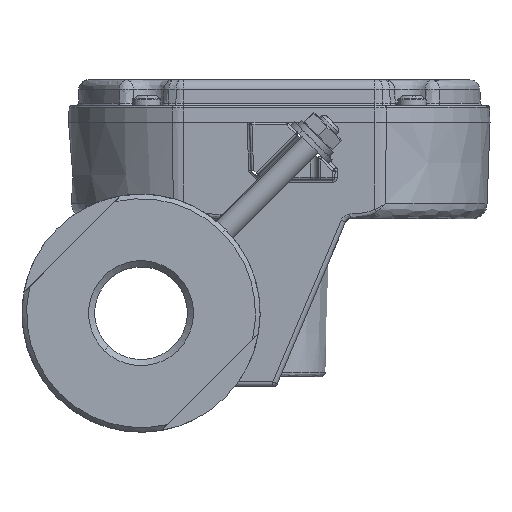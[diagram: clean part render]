
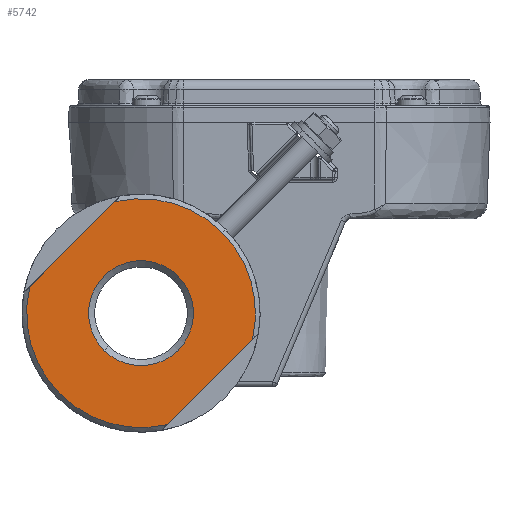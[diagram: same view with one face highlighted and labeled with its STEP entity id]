
A CAD part, front view. The second image highlights one B-rep face of the part: STEP entity #5742.
In plain terms, the highlighted planar face has unit normal (0, -1, 0).
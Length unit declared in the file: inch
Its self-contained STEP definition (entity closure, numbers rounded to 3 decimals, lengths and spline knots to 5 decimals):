
#85 = DIRECTION ( 'NONE',  ( -0.707, 0., -0.707 ) ) ;
#309 = LINE ( 'NONE', #12593, #21804 ) ;
#553 = VERTEX_POINT ( 'NONE', #14090 ) ;
#776 = CARTESIAN_POINT ( 'NONE',  ( -2.24662, -5.35217, -2.92027 ) ) ;
#858 = AXIS2_PLACEMENT_3D ( 'NONE', #5543, #14334, #85 ) ;
#1107 = VERTEX_POINT ( 'NONE', #18209 ) ;
#1451 = EDGE_LOOP ( 'NONE', ( #13103, #9298, #7766, #12397, #12054 ) ) ;
#1664 = AXIS2_PLACEMENT_3D ( 'NONE', #6813, #11892, #4971 ) ;
#2866 = CARTESIAN_POINT ( 'NONE',  ( -3.19928, -5.35217, -2.11073 ) ) ;
#3347 = EDGE_CURVE ( 'NONE', #13136, #4791, #3537, .T. ) ;
#3537 = CIRCLE ( 'NONE', #1664, 0.67214 ) ;
#3604 = VERTEX_POINT ( 'NONE', #12912 ) ;
#3916 = DIRECTION ( 'NONE',  ( 0.707, 0., 0.707 ) ) ;
#4791 = VERTEX_POINT ( 'NONE', #4899 ) ;
#4811 = CARTESIAN_POINT ( 'NONE',  ( -1.77135, -5.35217, -2.445 ) ) ;
#4899 = CARTESIAN_POINT ( 'NONE',  ( -1.29607, -5.35217, -1.96973 ) ) ;
#4971 = DIRECTION ( 'NONE',  ( -0.707, 0., -0.707 ) ) ;
#5251 = AXIS2_PLACEMENT_3D ( 'NONE', #11540, #6475, #22256 ) ;
#5265 = CIRCLE ( 'NONE', #19645, 0.67214 ) ;
#5543 = CARTESIAN_POINT ( 'NONE',  ( -1.77135, -5.35217, -2.445 ) ) ;
#5662 = ORIENTED_EDGE ( 'NONE', *, *, #3347, .T. ) ;
#5742 = ADVANCED_FACE ( 'NONE', ( #12034, #8341 ), #7040, .T. ) ;
#6106 = DIRECTION ( 'NONE',  ( -0.707, 0., -0.707 ) ) ;
#6475 = DIRECTION ( 'NONE',  ( 0., 1., 0. ) ) ;
#6813 = CARTESIAN_POINT ( 'NONE',  ( -1.77135, -5.35217, -2.445 ) ) ;
#7040 = PLANE ( 'NONE',  #858 ) ;
#7236 = CARTESIAN_POINT ( 'NONE',  ( -1.77135, -5.35217, -2.445 ) ) ;
#7766 = ORIENTED_EDGE ( 'NONE', *, *, #15872, .F. ) ;
#8058 = DIRECTION ( 'NONE',  ( 0., 1., 0. ) ) ;
#8132 = CIRCLE ( 'NONE', #21019, 1.46654 ) ;
#8341 = FACE_OUTER_BOUND ( 'NONE', #1451, .T. ) ;
#8965 = DIRECTION ( 'NONE',  ( 0.707, 0., 0.707 ) ) ;
#8982 = EDGE_CURVE ( 'NONE', #3604, #553, #16742, .T. ) ;
#9298 = ORIENTED_EDGE ( 'NONE', *, *, #21003, .F. ) ;
#11145 = AXIS2_PLACEMENT_3D ( 'NONE', #12693, #19737, #3916 ) ;
#11466 = EDGE_LOOP ( 'NONE', ( #5662, #18481 ) ) ;
#11540 = CARTESIAN_POINT ( 'NONE',  ( -1.77135, -5.35217, -2.445 ) ) ;
#11892 = DIRECTION ( 'NONE',  ( 0., 1., 0. ) ) ;
#12034 = FACE_BOUND ( 'NONE', #11466, .T. ) ;
#12054 = ORIENTED_EDGE ( 'NONE', *, *, #18863, .F. ) ;
#12397 = ORIENTED_EDGE ( 'NONE', *, *, #14785, .T. ) ;
#12473 = VERTEX_POINT ( 'NONE', #2866 ) ;
#12593 = CARTESIAN_POINT ( 'NONE',  ( -1.95648, -5.35217, -0.86793 ) ) ;
#12693 = CARTESIAN_POINT ( 'NONE',  ( -1.77135, -5.35217, -2.445 ) ) ;
#12734 = VECTOR ( 'NONE', #18577, 39.37008 ) ;
#12912 = CARTESIAN_POINT ( 'NONE',  ( -1.43708, -5.35217, -3.87293 ) ) ;
#13103 = ORIENTED_EDGE ( 'NONE', *, *, #8982, .T. ) ;
#13136 = VERTEX_POINT ( 'NONE', #776 ) ;
#13551 = EDGE_CURVE ( 'NONE', #4791, #13136, #5265, .T. ) ;
#14090 = CARTESIAN_POINT ( 'NONE',  ( -0.34342, -5.35217, -2.77927 ) ) ;
#14103 = DIRECTION ( 'NONE',  ( -0.707, 0., -0.707 ) ) ;
#14334 = DIRECTION ( 'NONE',  ( 0., -1., 0. ) ) ;
#14785 = EDGE_CURVE ( 'NONE', #22069, #12473, #309, .T. ) ;
#15718 = CARTESIAN_POINT ( 'NONE',  ( -2.10562, -5.35217, -1.01707 ) ) ;
#15872 = EDGE_CURVE ( 'NONE', #22069, #1107, #21081, .T. ) ;
#16742 = LINE ( 'NONE', #20297, #12734 ) ;
#18085 = DIRECTION ( 'NONE',  ( 0., 1., 0. ) ) ;
#18209 = CARTESIAN_POINT ( 'NONE',  ( -0.73435, -5.35217, -1.408 ) ) ;
#18481 = ORIENTED_EDGE ( 'NONE', *, *, #13551, .T. ) ;
#18577 = DIRECTION ( 'NONE',  ( 0.707, 0., 0.707 ) ) ;
#18863 = EDGE_CURVE ( 'NONE', #3604, #12473, #8132, .T. ) ;
#19262 = CIRCLE ( 'NONE', #5251, 1.46654 ) ;
#19645 = AXIS2_PLACEMENT_3D ( 'NONE', #4811, #8058, #6106 ) ;
#19737 = DIRECTION ( 'NONE',  ( 0., 1., 0. ) ) ;
#20297 = CARTESIAN_POINT ( 'NONE',  ( -0.19428, -5.35217, -2.63013 ) ) ;
#21003 = EDGE_CURVE ( 'NONE', #1107, #553, #19262, .T. ) ;
#21019 = AXIS2_PLACEMENT_3D ( 'NONE', #7236, #18085, #8965 ) ;
#21081 = CIRCLE ( 'NONE', #11145, 1.46654 ) ;
#21804 = VECTOR ( 'NONE', #14103, 39.37008 ) ;
#22069 = VERTEX_POINT ( 'NONE', #15718 ) ;
#22256 = DIRECTION ( 'NONE',  ( 0.707, 0., 0.707 ) ) ;
